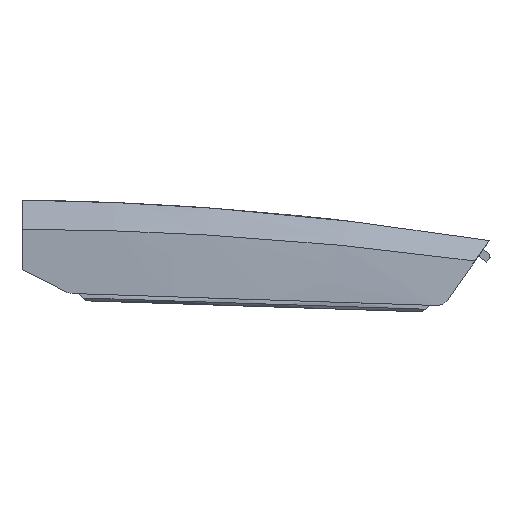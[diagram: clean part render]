
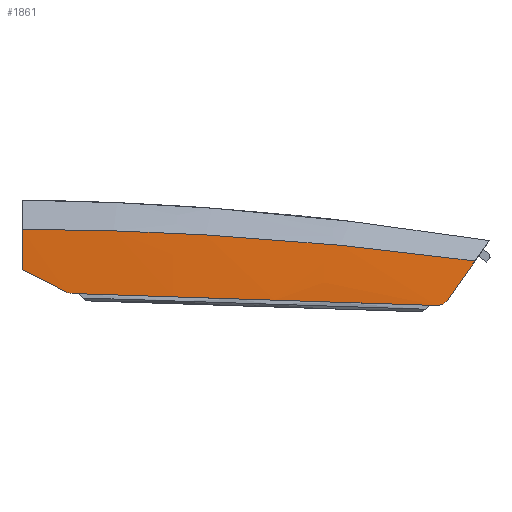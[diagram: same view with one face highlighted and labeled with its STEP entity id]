
A CAD part, left-side view. The second image highlights one B-rep face of the part: STEP entity #1861.
In plain terms, the highlighted free-form (B-spline) face has degree [3, 3] with [4, 4] control points.
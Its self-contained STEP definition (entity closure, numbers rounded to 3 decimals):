
#69=B_SPLINE_SURFACE_WITH_KNOTS('',3,3,((#4384,#4385,#4386,#4387),(#4388,
#4389,#4390,#4391),(#4392,#4393,#4394,#4395),(#4396,#4397,#4398,#4399)),
 .UNSPECIFIED.,.F.,.F.,.F.,(4,4),(4,4),(0.615,1.),(0.167,
0.496),.UNSPECIFIED.);
#164=FACE_OUTER_BOUND('',#272,.T.);
#272=EDGE_LOOP('',(#1627,#1628,#1629,#1630,#1631,#1632,#1633));
#622=B_SPLINE_CURVE_WITH_KNOTS('',3,(#4200,#4201,#4202,#4203),
 .UNSPECIFIED.,.F.,.F.,(4,4),(-1.43,-0.05),
 .UNSPECIFIED.);
#641=B_SPLINE_CURVE_WITH_KNOTS('',3,(#4327,#4328,#4329,#4330),
 .UNSPECIFIED.,.F.,.F.,(4,4),(-1.181,0.),.UNSPECIFIED.);
#645=B_SPLINE_CURVE_WITH_KNOTS('',3,(#4380,#4381,#4382,#4383),
 .UNSPECIFIED.,.F.,.F.,(4,4),(0.167,0.496),
 .UNSPECIFIED.);
#646=B_SPLINE_CURVE_WITH_KNOTS('',3,(#4401,#4402,#4403,#4404),
 .UNSPECIFIED.,.F.,.F.,(4,4),(-1.535,-0.084),
 .UNSPECIFIED.);
#647=B_SPLINE_CURVE_WITH_KNOTS('',3,(#4406,#4407,#4408,#4409,#4410,#4411,
#4412,#4413,#4414,#4415,#4416,#4417,#4418),.UNSPECIFIED.,.F.,.F.,(4,3,3,
3,4),(-0.174,-0.162,-0.148,-0.112,
0.),.UNSPECIFIED.);
#648=B_SPLINE_CURVE_WITH_KNOTS('',3,(#4420,#4421,#4422,#4423),
 .UNSPECIFIED.,.F.,.F.,(4,4),(-10.705,-0.05),
 .UNSPECIFIED.);
#649=B_SPLINE_CURVE_WITH_KNOTS('',3,(#4424,#4425,#4426,#4427,#4428,#4429,
#4430,#4431,#4432,#4433,#4434,#4435,#4436,#4437,#4438,#4439,#4440,#4441,
#4442,#4443,#4444,#4445,#4446,#4447,#4448,#4449,#4450,#4451),
 .UNSPECIFIED.,.F.,.F.,(4,3,3,3,3,3,3,3,3,4),(-0.408,-0.346,
-0.311,-0.247,-0.189,-0.115,
-0.079,-0.036,-0.016,-0.01),
 .UNSPECIFIED.);
#823=VERTEX_POINT('',#4191);
#824=VERTEX_POINT('',#4199);
#843=VERTEX_POINT('',#4324);
#844=VERTEX_POINT('',#4326);
#846=VERTEX_POINT('',#4400);
#847=VERTEX_POINT('',#4405);
#848=VERTEX_POINT('',#4419);
#1086=EDGE_CURVE('',#823,#824,#622,.T.);
#1112=EDGE_CURVE('',#843,#844,#641,.T.);
#1116=EDGE_CURVE('',#823,#844,#645,.T.);
#1117=EDGE_CURVE('',#846,#843,#646,.T.);
#1118=EDGE_CURVE('',#847,#846,#647,.T.);
#1119=EDGE_CURVE('',#848,#847,#648,.T.);
#1120=EDGE_CURVE('',#824,#848,#649,.T.);
#1627=ORIENTED_EDGE('',*,*,#1086,.F.);
#1628=ORIENTED_EDGE('',*,*,#1116,.T.);
#1629=ORIENTED_EDGE('',*,*,#1112,.F.);
#1630=ORIENTED_EDGE('',*,*,#1117,.F.);
#1631=ORIENTED_EDGE('',*,*,#1118,.F.);
#1632=ORIENTED_EDGE('',*,*,#1119,.F.);
#1633=ORIENTED_EDGE('',*,*,#1120,.F.);
#1861=ADVANCED_FACE('',(#164),#69,.T.);
#4191=CARTESIAN_POINT('',(-38.569,-132.539,16.412));
#4199=CARTESIAN_POINT('',(-39.279,-124.635,5.122));
#4200=CARTESIAN_POINT('Ctrl Pts',(-38.569,-132.539,16.412));
#4201=CARTESIAN_POINT('Ctrl Pts',(-38.816,-129.904,12.649));
#4202=CARTESIAN_POINT('Ctrl Pts',(-39.052,-127.27,8.886));
#4203=CARTESIAN_POINT('Ctrl Pts',(-39.279,-124.635,5.122));
#4324=CARTESIAN_POINT('',(-42.251,-0.3,13.849));
#4326=CARTESIAN_POINT('',(-42.251,-0.3,25.656));
#4327=CARTESIAN_POINT('Ctrl Pts',(-42.251,-0.3,
13.849));
#4328=CARTESIAN_POINT('Ctrl Pts',(-42.251,-0.3,17.785));
#4329=CARTESIAN_POINT('Ctrl Pts',(-42.251,-0.3,
21.72));
#4330=CARTESIAN_POINT('Ctrl Pts',(-42.251,-0.3,
25.656));
#4380=CARTESIAN_POINT('Ctrl Pts',(-38.569,-132.539,16.412));
#4381=CARTESIAN_POINT('Ctrl Pts',(-42.717,-88.296,22.424));
#4382=CARTESIAN_POINT('Ctrl Pts',(-43.944,-44.217,25.505));
#4383=CARTESIAN_POINT('Ctrl Pts',(-42.251,-0.3,
25.656));
#4384=CARTESIAN_POINT('Ctrl Pts',(-38.569,-132.539,2.521));
#4385=CARTESIAN_POINT('Ctrl Pts',(-42.717,-88.296,4.716));
#4386=CARTESIAN_POINT('Ctrl Pts',(-43.944,-44.217,5.982));
#4387=CARTESIAN_POINT('Ctrl Pts',(-42.251,-0.3,
6.318));
#4388=CARTESIAN_POINT('Ctrl Pts',(-38.569,-132.539,7.151));
#4389=CARTESIAN_POINT('Ctrl Pts',(-42.717,-88.296,10.619));
#4390=CARTESIAN_POINT('Ctrl Pts',(-43.944,-44.217,12.49));
#4391=CARTESIAN_POINT('Ctrl Pts',(-42.251,-0.3,
12.764));
#4392=CARTESIAN_POINT('Ctrl Pts',(-38.569,-132.539,11.782));
#4393=CARTESIAN_POINT('Ctrl Pts',(-42.717,-88.296,16.521));
#4394=CARTESIAN_POINT('Ctrl Pts',(-43.944,-44.217,18.997));
#4395=CARTESIAN_POINT('Ctrl Pts',(-42.251,-0.3,
19.21));
#4396=CARTESIAN_POINT('Ctrl Pts',(-38.569,-132.539,16.412));
#4397=CARTESIAN_POINT('Ctrl Pts',(-42.717,-88.296,22.424));
#4398=CARTESIAN_POINT('Ctrl Pts',(-43.944,-44.217,25.505));
#4399=CARTESIAN_POINT('Ctrl Pts',(-42.251,-0.3,
25.656));
#4400=CARTESIAN_POINT('',(-42.666,-13.262,7.328));
#4401=CARTESIAN_POINT('Ctrl Pts',(-42.666,-13.262,7.328));
#4402=CARTESIAN_POINT('Ctrl Pts',(-42.556,-8.941,9.502));
#4403=CARTESIAN_POINT('Ctrl Pts',(-42.417,-4.62,11.676));
#4404=CARTESIAN_POINT('Ctrl Pts',(-42.251,-0.3,
13.849));
#4405=CARTESIAN_POINT('',(-42.707,-14.929,6.904));
#4406=CARTESIAN_POINT('Ctrl Pts',(-42.707,-14.929,6.904));
#4407=CARTESIAN_POINT('Ctrl Pts',(-42.706,-14.889,6.905));
#4408=CARTESIAN_POINT('Ctrl Pts',(-42.705,-14.85,6.907));
#4409=CARTESIAN_POINT('Ctrl Pts',(-42.704,-14.81,6.91));
#4410=CARTESIAN_POINT('Ctrl Pts',(-42.703,-14.766,6.912));
#4411=CARTESIAN_POINT('Ctrl Pts',(-42.702,-14.721,6.916));
#4412=CARTESIAN_POINT('Ctrl Pts',(-42.701,-14.677,6.92));
#4413=CARTESIAN_POINT('Ctrl Pts',(-42.698,-14.555,6.932));
#4414=CARTESIAN_POINT('Ctrl Pts',(-42.695,-14.435,6.949));
#4415=CARTESIAN_POINT('Ctrl Pts',(-42.692,-14.315,6.972));
#4416=CARTESIAN_POINT('Ctrl Pts',(-42.683,-13.949,7.041));
#4417=CARTESIAN_POINT('Ctrl Pts',(-42.674,-13.595,7.161));
#4418=CARTESIAN_POINT('Ctrl Pts',(-42.666,-13.262,7.328));
#4419=CARTESIAN_POINT('',(-39.566,-121.227,3.418));
#4420=CARTESIAN_POINT('Ctrl Pts',(-39.566,-121.227,3.418));
#4421=CARTESIAN_POINT('Ctrl Pts',(-42.486,-85.85,4.578));
#4422=CARTESIAN_POINT('Ctrl Pts',(-43.55,-50.416,5.74));
#4423=CARTESIAN_POINT('Ctrl Pts',(-42.707,-14.929,6.904));
#4424=CARTESIAN_POINT('Ctrl Pts',(-39.279,-124.635,5.122));
#4425=CARTESIAN_POINT('Ctrl Pts',(-39.289,-124.517,4.952));
#4426=CARTESIAN_POINT('Ctrl Pts',(-39.3,-124.385,4.792));
#4427=CARTESIAN_POINT('Ctrl Pts',(-39.312,-124.242,4.643));
#4428=CARTESIAN_POINT('Ctrl Pts',(-39.319,-124.161,4.559));
#4429=CARTESIAN_POINT('Ctrl Pts',(-39.327,-124.076,4.478));
#4430=CARTESIAN_POINT('Ctrl Pts',(-39.334,-123.988,4.402));
#4431=CARTESIAN_POINT('Ctrl Pts',(-39.348,-123.828,4.262));
#4432=CARTESIAN_POINT('Ctrl Pts',(-39.362,-123.657,4.135));
#4433=CARTESIAN_POINT('Ctrl Pts',(-39.378,-123.478,4.023));
#4434=CARTESIAN_POINT('Ctrl Pts',(-39.391,-123.313,3.92));
#4435=CARTESIAN_POINT('Ctrl Pts',(-39.406,-123.142,3.83));
#4436=CARTESIAN_POINT('Ctrl Pts',(-39.421,-122.964,3.752));
#4437=CARTESIAN_POINT('Ctrl Pts',(-39.44,-122.74,3.654));
#4438=CARTESIAN_POINT('Ctrl Pts',(-39.459,-122.508,3.576));
#4439=CARTESIAN_POINT('Ctrl Pts',(-39.479,-122.271,3.521));
#4440=CARTESIAN_POINT('Ctrl Pts',(-39.489,-122.153,3.493));
#4441=CARTESIAN_POINT('Ctrl Pts',(-39.499,-122.035,3.471));
#4442=CARTESIAN_POINT('Ctrl Pts',(-39.509,-121.915,3.454));
#4443=CARTESIAN_POINT('Ctrl Pts',(-39.521,-121.774,3.435));
#4444=CARTESIAN_POINT('Ctrl Pts',(-39.532,-121.632,3.422));
#4445=CARTESIAN_POINT('Ctrl Pts',(-39.544,-121.49,3.418));
#4446=CARTESIAN_POINT('Ctrl Pts',(-39.55,-121.422,3.415));
#4447=CARTESIAN_POINT('Ctrl Pts',(-39.555,-121.354,3.415));
#4448=CARTESIAN_POINT('Ctrl Pts',(-39.561,-121.286,3.416));
#4449=CARTESIAN_POINT('Ctrl Pts',(-39.563,-121.267,3.416));
#4450=CARTESIAN_POINT('Ctrl Pts',(-39.564,-121.247,3.417));
#4451=CARTESIAN_POINT('Ctrl Pts',(-39.566,-121.227,3.418));
